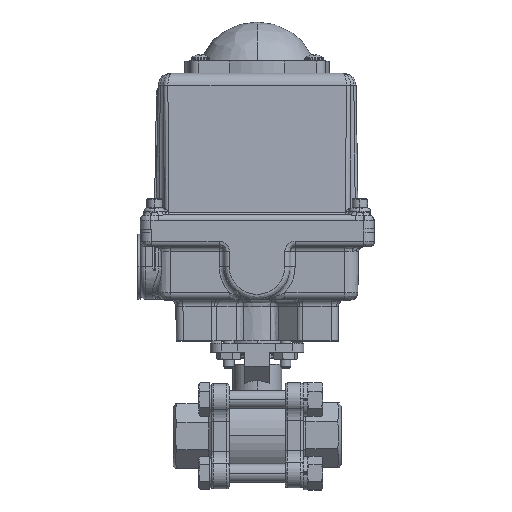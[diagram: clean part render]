
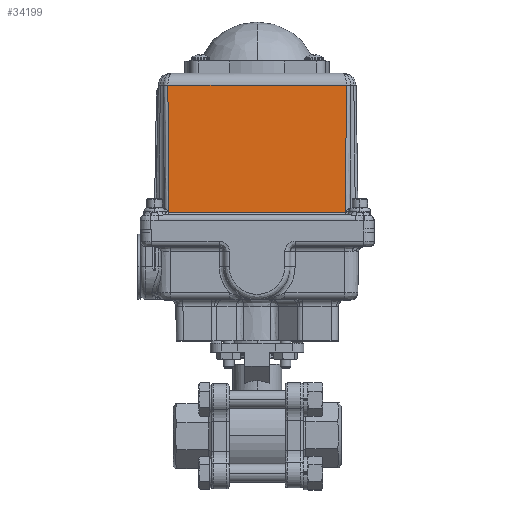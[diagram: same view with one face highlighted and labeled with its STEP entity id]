
A CAD part, top view. The second image highlights one B-rep face of the part: STEP entity #34199.
In plain terms, the highlighted planar face has unit normal (0, 0.018, 1).
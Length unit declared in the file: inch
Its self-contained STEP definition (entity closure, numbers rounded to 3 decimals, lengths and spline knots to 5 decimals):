
#677 = CARTESIAN_POINT ( 'NONE',  ( -1.57552, 5.70308, 2.07173 ) ) ;
#1543 = CARTESIAN_POINT ( 'NONE',  ( 1.78901, 5.70308, 2.07173 ) ) ;
#3210 = CARTESIAN_POINT ( 'NONE',  ( 1.57653, 5.70085, 2.07177 ) ) ;
#3398 = CARTESIAN_POINT ( 'NONE',  ( 1.57075, 3.46728, 2.11076 ) ) ;
#4023 = LINE ( 'NONE', #1543, #12557 ) ;
#4607 = AXIS2_PLACEMENT_3D ( 'NONE', #13867, #46646, #24721 ) ;
#5124 = LINE ( 'NONE', #32839, #24364 ) ;
#5283 = VECTOR ( 'NONE', #39726, 39.37008 ) ;
#5398 = VERTEX_POINT ( 'NONE', #27550 ) ;
#6392 = ORIENTED_EDGE ( 'NONE', *, *, #34251, .T. ) ;
#6442 = LINE ( 'NONE', #46918, #5283 ) ;
#7015 = CARTESIAN_POINT ( 'NONE',  ( 1.57682, 3.47306, 2.11065 ) ) ;
#7475 = DIRECTION ( 'NONE',  ( 0., 1., -0.017 ) ) ;
#8075 = FACE_OUTER_BOUND ( 'NONE', #16927, .T. ) ;
#8143 = ORIENTED_EDGE ( 'NONE', *, *, #33328, .T. ) ;
#8429 = CARTESIAN_POINT ( 'NONE',  ( 1.78901, 3.47587, 2.11061 ) ) ;
#9564 = CARTESIAN_POINT ( 'NONE',  ( -1.56428, 3.4664, 2.11077 ) ) ;
#9624 = CARTESIAN_POINT ( 'NONE',  ( 1.55671, 3.47587, 2.11061 ) ) ;
#10688 = VERTEX_POINT ( 'NONE', #28216 ) ;
#11351 = EDGE_CURVE ( 'NONE', #38402, #32144, #4023, .T. ) ;
#11495 = CARTESIAN_POINT ( 'NONE',  ( 1.57752, 3.47587, 2.11061 ) ) ;
#12028 = EDGE_CURVE ( 'NONE', #33279, #32144, #5124, .T. ) ;
#12557 = VECTOR ( 'NONE', #23155, 39.37008 ) ;
#12701 = CARTESIAN_POINT ( 'NONE',  ( -1.56977, 3.46728, 2.11076 ) ) ;
#13180 = EDGE_CURVE ( 'NONE', #33279, #45316, #36315, .T. ) ;
#13867 = CARTESIAN_POINT ( 'NONE',  ( 1.78901, 3.16727, 2.11599 ) ) ;
#14189 = EDGE_CURVE ( 'NONE', #30527, #45316, #46911, .T. ) ;
#15299 = EDGE_CURVE ( 'NONE', #25473, #38402, #46282, .T. ) ;
#15560 = EDGE_CURVE ( 'NONE', #25473, #10688, #32189, .T. ) ;
#15663 = B_SPLINE_CURVE_WITH_KNOTS ( 'NONE', 3,
 ( #21382, #32226, #3398, #28686, #7015, #32378 ),
 .UNSPECIFIED., .F., .F.,
 ( 4, 2, 4 ),
 ( 0., 0.5, 1. ),
 .UNSPECIFIED. ) ;
#16270 = CARTESIAN_POINT ( 'NONE',  ( -1.56428, 3.4664, 2.11077 ) ) ;
#16566 = LINE ( 'NONE', #35676, #17684 ) ;
#16927 = EDGE_LOOP ( 'NONE', ( #34272, #39045, #33864, #8143, #41418, #6392, #33375, #19166, #21164, #28774 ) ) ;
#17151 = VECTOR ( 'NONE', #44106, 39.37008 ) ;
#17439 = PLANE ( 'NONE',  #4607 ) ;
#17684 = VECTOR ( 'NONE', #39385, 39.37008 ) ;
#17685 = CARTESIAN_POINT ( 'NONE',  ( 1.56907, 5.00462, 2.08392 ) ) ;
#17729 = VERTEX_POINT ( 'NONE', #22094 ) ;
#17750 = VECTOR ( 'NONE', #33778, 39.37008 ) ;
#19166 = ORIENTED_EDGE ( 'NONE', *, *, #13180, .F. ) ;
#19537 = CARTESIAN_POINT ( 'NONE',  ( -1.57581, 3.47309, 2.11065 ) ) ;
#19704 = B_SPLINE_CURVE_WITH_KNOTS ( 'NONE', 3,
 ( #45145, #19537, #34391, #12701, #38125, #16270 ),
 .UNSPECIFIED., .F., .F.,
 ( 4, 2, 4 ),
 ( 0., 0.5, 1. ),
 .UNSPECIFIED. ) ;
#19971 = CARTESIAN_POINT ( 'NONE',  ( -1.56128, 4.24737, 2.09714 ) ) ;
#21164 = ORIENTED_EDGE ( 'NONE', *, *, #12028, .T. ) ;
#21337 = CARTESIAN_POINT ( 'NONE',  ( 1.55671, 3.47587, 2.11061 ) ) ;
#21382 = CARTESIAN_POINT ( 'NONE',  ( 1.5653, 3.4664, 2.11077 ) ) ;
#22094 = CARTESIAN_POINT ( 'NONE',  ( 1.5653, 3.4664, 2.11077 ) ) ;
#23155 = DIRECTION ( 'NONE',  ( 1., 0., 0. ) ) ;
#24364 = VECTOR ( 'NONE', #7475, 39.37008 ) ;
#24721 = DIRECTION ( 'NONE',  ( 0., -1., 0.017 ) ) ;
#25473 = VERTEX_POINT ( 'NONE', #33671 ) ;
#27550 = CARTESIAN_POINT ( 'NONE',  ( -1.5765, 3.47587, 2.11061 ) ) ;
#28216 = CARTESIAN_POINT ( 'NONE',  ( -1.55569, 3.47587, 2.11061 ) ) ;
#28686 = CARTESIAN_POINT ( 'NONE',  ( 1.57532, 3.47078, 2.11069 ) ) ;
#28774 = ORIENTED_EDGE ( 'NONE', *, *, #11351, .F. ) ;
#29678 = CARTESIAN_POINT ( 'NONE',  ( -1.57552, 5.70308, 2.07173 ) ) ;
#30527 = VERTEX_POINT ( 'NONE', #11495 ) ;
#32144 = VERTEX_POINT ( 'NONE', #34810 ) ;
#32189 = B_SPLINE_CURVE_WITH_KNOTS ( 'NONE', 3,
 ( #34517, #38232, #19971, #45587 ),
 .UNSPECIFIED., .F., .F.,
 ( 4, 4 ),
 ( 0., 1. ),
 .UNSPECIFIED. ) ;
#32226 = CARTESIAN_POINT ( 'NONE',  ( 1.56816, 3.4664, 2.11077 ) ) ;
#32378 = CARTESIAN_POINT ( 'NONE',  ( 1.57752, 3.47587, 2.11061 ) ) ;
#32839 = CARTESIAN_POINT ( 'NONE',  ( 1.57653, 5.70085, 2.07177 ) ) ;
#33279 = VERTEX_POINT ( 'NONE', #37304 ) ;
#33328 = EDGE_CURVE ( 'NONE', #5398, #35452, #19704, .T. ) ;
#33375 = ORIENTED_EDGE ( 'NONE', *, *, #14189, .T. ) ;
#33671 = CARTESIAN_POINT ( 'NONE',  ( -1.57552, 5.70085, 2.07177 ) ) ;
#33778 = DIRECTION ( 'NONE',  ( -1., 0., 0. ) ) ;
#33864 = ORIENTED_EDGE ( 'NONE', *, *, #36075, .T. ) ;
#34199 = ADVANCED_FACE ( 'NONE', ( #8075 ), #17439, .T. ) ;
#34251 = EDGE_CURVE ( 'NONE', #17729, #30527, #15663, .T. ) ;
#34272 = ORIENTED_EDGE ( 'NONE', *, *, #15299, .F. ) ;
#34391 = CARTESIAN_POINT ( 'NONE',  ( -1.57428, 3.47079, 2.11069 ) ) ;
#34517 = CARTESIAN_POINT ( 'NONE',  ( -1.57552, 5.70085, 2.07177 ) ) ;
#34810 = CARTESIAN_POINT ( 'NONE',  ( 1.57653, 5.70308, 2.07173 ) ) ;
#35452 = VERTEX_POINT ( 'NONE', #9564 ) ;
#35676 = CARTESIAN_POINT ( 'NONE',  ( 1.78901, 3.47587, 2.11061 ) ) ;
#35765 = EDGE_CURVE ( 'NONE', #35452, #17729, #6442, .T. ) ;
#36075 = EDGE_CURVE ( 'NONE', #10688, #5398, #16566, .T. ) ;
#36315 = B_SPLINE_CURVE_WITH_KNOTS ( 'NONE', 3,
 ( #3210, #17685, #43230, #21337 ),
 .UNSPECIFIED., .F., .F.,
 ( 4, 4 ),
 ( 0., 1. ),
 .UNSPECIFIED. ) ;
#37304 = CARTESIAN_POINT ( 'NONE',  ( 1.57653, 5.70085, 2.07177 ) ) ;
#38125 = CARTESIAN_POINT ( 'NONE',  ( -1.56719, 3.4664, 2.11077 ) ) ;
#38232 = CARTESIAN_POINT ( 'NONE',  ( -1.56789, 4.98903, 2.08419 ) ) ;
#38402 = VERTEX_POINT ( 'NONE', #677 ) ;
#39045 = ORIENTED_EDGE ( 'NONE', *, *, #15560, .T. ) ;
#39385 = DIRECTION ( 'NONE',  ( -1., 0., 0. ) ) ;
#39726 = DIRECTION ( 'NONE',  ( 1., 0., 0. ) ) ;
#41418 = ORIENTED_EDGE ( 'NONE', *, *, #35765, .T. ) ;
#43230 = CARTESIAN_POINT ( 'NONE',  ( 1.56238, 4.25976, 2.09692 ) ) ;
#44106 = DIRECTION ( 'NONE',  ( 0., 1., -0.017 ) ) ;
#45145 = CARTESIAN_POINT ( 'NONE',  ( -1.5765, 3.47587, 2.11061 ) ) ;
#45316 = VERTEX_POINT ( 'NONE', #9624 ) ;
#45587 = CARTESIAN_POINT ( 'NONE',  ( -1.55569, 3.47587, 2.11061 ) ) ;
#46282 = LINE ( 'NONE', #29678, #17151 ) ;
#46646 = DIRECTION ( 'NONE',  ( 0., 0.017, 1. ) ) ;
#46911 = LINE ( 'NONE', #8429, #17750 ) ;
#46918 = CARTESIAN_POINT ( 'NONE',  ( 1.78901, 3.4664, 2.11077 ) ) ;
